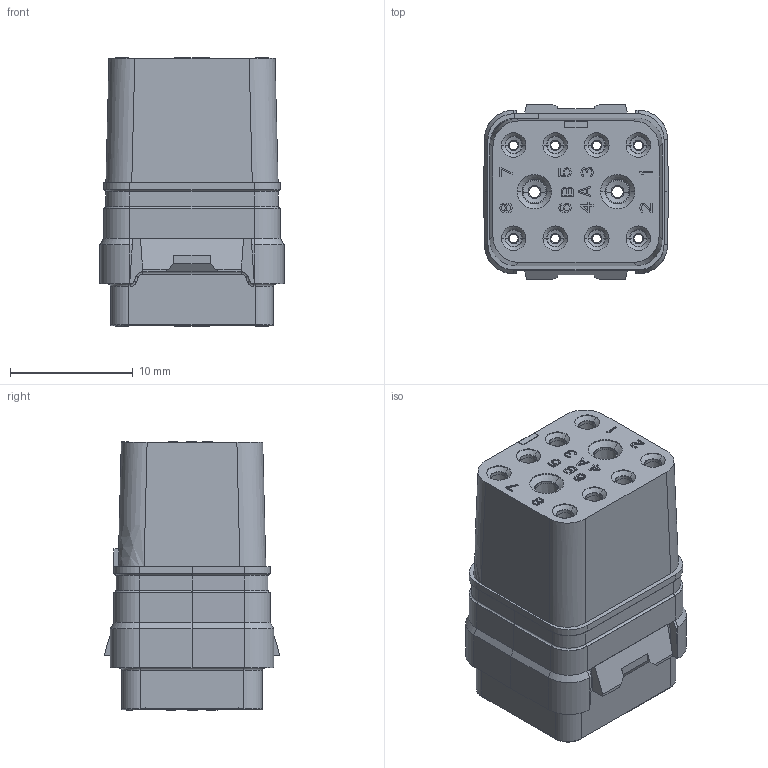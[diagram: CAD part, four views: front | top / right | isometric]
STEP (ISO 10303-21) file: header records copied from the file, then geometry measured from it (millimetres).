
FILE_DESCRIPTION((''),'2;1');
FILE_NAME('SIMM0910SN','2020-01-27T',('presta_be4'),(''),'CREO PARAMETRIC BY PTC INC, 2018360','CREO PARAMETRIC BY PTC INC, 2018360','');
FILE_SCHEMA(('CONFIG_CONTROL_DESIGN'));
Length unit declared in the file: millimetre
Products named in the file (1): SIMM0910SN
Bounding box: 15 x 14.2 x 21.85 mm (x, y, z)
Volume: 2611.6 mm3; surface area: 3658.5 mm2
Topology: 1 solids, 1 shells, 1804 faces, 4568 edges, 2864 vertices
Faces by surface type: plane 1020, cylinder 280, torus 244, cone 236, bspline 24
Entity records: 54763 total; most frequent: CARTESIAN_POINT 10641, DIRECTION 9346, ORIENTED_EDGE 9136, EDGE_CURVE 4568, AXIS2_PLACEMENT_3D 3184, VECTOR 2978, LINE 2978, VERTEX_POINT 2864
